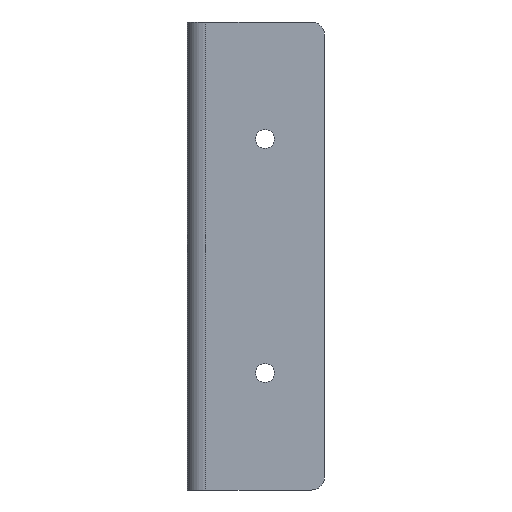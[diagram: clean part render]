
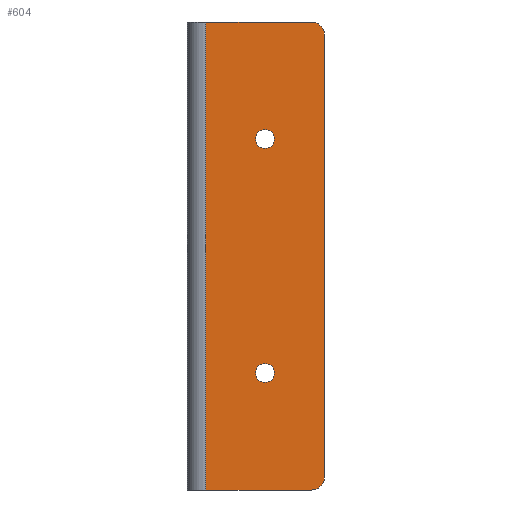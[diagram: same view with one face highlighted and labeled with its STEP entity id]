
A CAD part, left-side view. The second image highlights one B-rep face of the part: STEP entity #604.
In plain terms, the highlighted planar face has unit normal (-1, 0, 0).
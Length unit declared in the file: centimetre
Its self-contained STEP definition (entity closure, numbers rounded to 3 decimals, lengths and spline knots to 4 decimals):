
#8 = AXIS2_PLACEMENT_3D ( 'NONE', #545, #1029, #1823 ) ;
#12 = VERTEX_POINT ( 'NONE', #638 ) ;
#34 = ORIENTED_EDGE ( 'NONE', *, *, #2046, .T. ) ;
#62 = CARTESIAN_POINT ( 'NONE',  ( -7.35, 2.26, 8.9 ) ) ;
#82 = CIRCLE ( 'NONE', #1746, 0.25 ) ;
#146 = EDGE_LOOP ( 'NONE', ( #1163, #34, #1136, #1986, #1990, #168 ) ) ;
#155 = VECTOR ( 'NONE', #837, 100. ) ;
#168 = ORIENTED_EDGE ( 'NONE', *, *, #898, .T. ) ;
#197 = LINE ( 'NONE', #509, #356 ) ;
#225 = CARTESIAN_POINT ( 'NONE',  ( -7.35, 0., 0. ) ) ;
#260 = CARTESIAN_POINT ( 'NONE',  ( -7.35, 0.25, 8.65 ) ) ;
#270 = DIRECTION ( 'NONE',  ( 0., 0., 1. ) ) ;
#271 = VECTOR ( 'NONE', #1158, 100. ) ;
#279 = DIRECTION ( 'NONE',  ( 0., 0., -1. ) ) ;
#283 = CARTESIAN_POINT ( 'NONE',  ( -7.35, 1.135, 6.675 ) ) ;
#299 = DIRECTION ( 'NONE',  ( 1., 0., 0. ) ) ;
#304 = DIRECTION ( 'NONE',  ( 0., 0., -1. ) ) ;
#310 = VERTEX_POINT ( 'NONE', #2044 ) ;
#314 = ORIENTED_EDGE ( 'NONE', *, *, #347, .T. ) ;
#324 = LINE ( 'NONE', #985, #155 ) ;
#341 = CIRCLE ( 'NONE', #1939, 0.18 ) ;
#347 = EDGE_CURVE ( 'NONE', #597, #489, #341, .T. ) ;
#349 = DIRECTION ( 'NONE',  ( 1., 0., 0. ) ) ;
#356 = VECTOR ( 'NONE', #672, 100. ) ;
#452 = CIRCLE ( 'NONE', #1615, 0.18 ) ;
#453 = EDGE_CURVE ( 'NONE', #310, #1534, #324, .T. ) ;
#456 = CARTESIAN_POINT ( 'NONE',  ( -7.35, 1.135, 2.225 ) ) ;
#480 = CARTESIAN_POINT ( 'NONE',  ( -7.35, 1.135, 6.495 ) ) ;
#489 = VERTEX_POINT ( 'NONE', #480 ) ;
#509 = CARTESIAN_POINT ( 'NONE',  ( -7.35, 0., 8.9 ) ) ;
#534 = FACE_BOUND ( 'NONE', #651, .T. ) ;
#545 = CARTESIAN_POINT ( 'NONE',  ( -7.35, 1.135, 6.675 ) ) ;
#597 = VERTEX_POINT ( 'NONE', #1179 ) ;
#604 = ADVANCED_FACE ( 'NONE', ( #534, #1527, #761 ), #1718, .T. ) ;
#605 = DIRECTION ( 'NONE',  ( -1., 0., 0. ) ) ;
#616 = EDGE_CURVE ( 'NONE', #1479, #310, #768, .T. ) ;
#638 = CARTESIAN_POINT ( 'NONE',  ( -7.35, 1.135, 2.045 ) ) ;
#651 = EDGE_LOOP ( 'NONE', ( #1349, #314 ) ) ;
#672 = DIRECTION ( 'NONE',  ( 0., 0., -1. ) ) ;
#692 = VERTEX_POINT ( 'NONE', #1539 ) ;
#704 = ORIENTED_EDGE ( 'NONE', *, *, #1753, .T. ) ;
#761 = FACE_OUTER_BOUND ( 'NONE', #146, .T. ) ;
#768 = CIRCLE ( 'NONE', #1141, 0.25 ) ;
#785 = DIRECTION ( 'NONE',  ( 1., 0., 0. ) ) ;
#799 = CARTESIAN_POINT ( 'NONE',  ( -7.35, 0., 0.25 ) ) ;
#831 = CARTESIAN_POINT ( 'NONE',  ( -7.35, 1.135, 2.405 ) ) ;
#837 = DIRECTION ( 'NONE',  ( 0., 1., 0. ) ) ;
#878 = CARTESIAN_POINT ( 'NONE',  ( -7.35, 0.25, 0.25 ) ) ;
#898 = EDGE_CURVE ( 'NONE', #1534, #1916, #1504, .T. ) ;
#906 = CIRCLE ( 'NONE', #8, 0.18 ) ;
#912 = DIRECTION ( 'NONE',  ( -1., 0., 0. ) ) ;
#922 = CARTESIAN_POINT ( 'NONE',  ( -7.35, 2.26, 0. ) ) ;
#966 = EDGE_CURVE ( 'NONE', #692, #1916, #1018, .T. ) ;
#974 = AXIS2_PLACEMENT_3D ( 'NONE', #1067, #605, #270 ) ;
#985 = CARTESIAN_POINT ( 'NONE',  ( -7.35, 0., 8.9 ) ) ;
#988 = DIRECTION ( 'NONE',  ( 0., 0., -1. ) ) ;
#1018 = LINE ( 'NONE', #225, #1366 ) ;
#1027 = EDGE_CURVE ( 'NONE', #489, #597, #906, .T. ) ;
#1029 = DIRECTION ( 'NONE',  ( 1., 0., 0. ) ) ;
#1067 = CARTESIAN_POINT ( 'NONE',  ( -7.35, 0., 8.9 ) ) ;
#1075 = CARTESIAN_POINT ( 'NONE',  ( -7.35, 0., 8.65 ) ) ;
#1136 = ORIENTED_EDGE ( 'NONE', *, *, #1352, .F. ) ;
#1141 = AXIS2_PLACEMENT_3D ( 'NONE', #260, #1697, #1407 ) ;
#1156 = CIRCLE ( 'NONE', #1550, 0.18 ) ;
#1158 = DIRECTION ( 'NONE',  ( 0., 0., -1. ) ) ;
#1163 = ORIENTED_EDGE ( 'NONE', *, *, #966, .F. ) ;
#1179 = CARTESIAN_POINT ( 'NONE',  ( -7.35, 1.135, 6.855 ) ) ;
#1308 = VERTEX_POINT ( 'NONE', #799 ) ;
#1330 = EDGE_CURVE ( 'NONE', #12, #1334, #1156, .T. ) ;
#1334 = VERTEX_POINT ( 'NONE', #831 ) ;
#1349 = ORIENTED_EDGE ( 'NONE', *, *, #1027, .T. ) ;
#1352 = EDGE_CURVE ( 'NONE', #1479, #1308, #197, .T. ) ;
#1366 = VECTOR ( 'NONE', #1659, 100. ) ;
#1407 = DIRECTION ( 'NONE',  ( 0., 0., 1. ) ) ;
#1479 = VERTEX_POINT ( 'NONE', #1075 ) ;
#1504 = LINE ( 'NONE', #62, #271 ) ;
#1509 = DIRECTION ( 'NONE',  ( 0., 0., 1. ) ) ;
#1527 = FACE_BOUND ( 'NONE', #1858, .T. ) ;
#1534 = VERTEX_POINT ( 'NONE', #1835 ) ;
#1539 = CARTESIAN_POINT ( 'NONE',  ( -7.35, 0.25, 0. ) ) ;
#1550 = AXIS2_PLACEMENT_3D ( 'NONE', #1776, #349, #988 ) ;
#1615 = AXIS2_PLACEMENT_3D ( 'NONE', #456, #299, #279 ) ;
#1659 = DIRECTION ( 'NONE',  ( 0., 1., 0. ) ) ;
#1661 = ORIENTED_EDGE ( 'NONE', *, *, #1330, .T. ) ;
#1697 = DIRECTION ( 'NONE',  ( -1., 0., 0. ) ) ;
#1718 = PLANE ( 'NONE',  #974 ) ;
#1746 = AXIS2_PLACEMENT_3D ( 'NONE', #878, #912, #1509 ) ;
#1753 = EDGE_CURVE ( 'NONE', #1334, #12, #452, .T. ) ;
#1776 = CARTESIAN_POINT ( 'NONE',  ( -7.35, 1.135, 2.225 ) ) ;
#1823 = DIRECTION ( 'NONE',  ( 0., 0., -1. ) ) ;
#1835 = CARTESIAN_POINT ( 'NONE',  ( -7.35, 2.26, 8.9 ) ) ;
#1858 = EDGE_LOOP ( 'NONE', ( #1661, #704 ) ) ;
#1916 = VERTEX_POINT ( 'NONE', #922 ) ;
#1939 = AXIS2_PLACEMENT_3D ( 'NONE', #283, #785, #304 ) ;
#1986 = ORIENTED_EDGE ( 'NONE', *, *, #616, .T. ) ;
#1990 = ORIENTED_EDGE ( 'NONE', *, *, #453, .T. ) ;
#2044 = CARTESIAN_POINT ( 'NONE',  ( -7.35, 0.25, 8.9 ) ) ;
#2046 = EDGE_CURVE ( 'NONE', #692, #1308, #82, .T. ) ;
